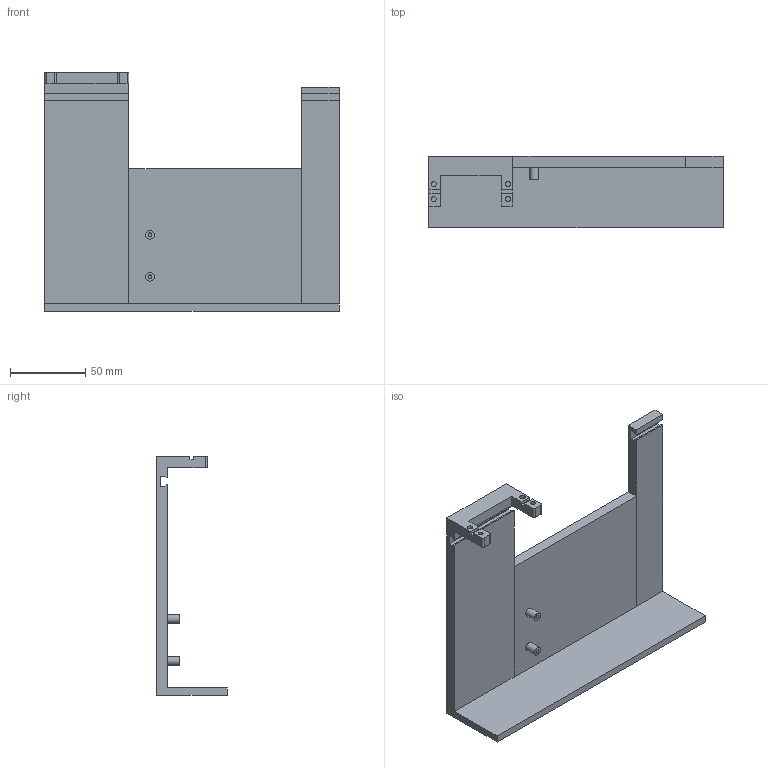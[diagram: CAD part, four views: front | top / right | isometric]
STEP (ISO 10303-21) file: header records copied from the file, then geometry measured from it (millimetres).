
FILE_DESCRIPTION(/* description */ (''),/* implementation_level */ '2;1');
FILE_NAME(/* name */ 'Collection_Tube_change v6 Body.step',/* time_stamp */ '2024-09-23T16:30:47-07:00',/* author */ (''),/* organization */ (''),/* preprocessor_version */ 'ST-DEVELOPER v20',/* originating_system */ 'Autodesk Translation Framework v13.20.0.188',/* authorisation */ '');
FILE_SCHEMA (('AUTOMOTIVE_DESIGN { 1 0 10303 214 3 1 1 }'));
Length unit declared in the file: millimetre
Products named in the file (1): Collection_Tube_change
Bounding box: 196 x 47.25 x 159.09 mm (x, y, z)
Volume: 212483.7 mm3; surface area: 72775.2 mm2
Topology: 1 solids, 1 shells, 63 faces, 166 edges, 109 vertices
Faces by surface type: plane 51, cylinder 12
Full cylindrical faces by diameter (mm): 2.6 x2, 3.35 x4, 5.8 x2
Entity records: 1954 total; most frequent: CARTESIAN_POINT 338, ORIENTED_EDGE 332, DIRECTION 316, EDGE_CURVE 166, LINE 142, VECTOR 142, VERTEX_POINT 109, AXIS2_PLACEMENT_3D 87
